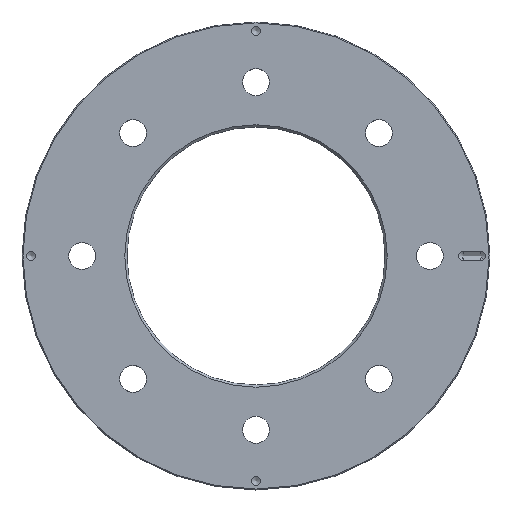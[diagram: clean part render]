
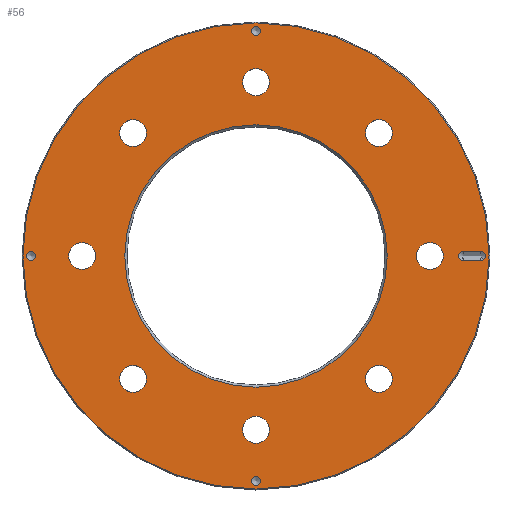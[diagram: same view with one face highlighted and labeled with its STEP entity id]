
A CAD part, top view. The second image highlights one B-rep face of the part: STEP entity #56.
In plain terms, the highlighted planar face has unit normal (0, 0, 1).
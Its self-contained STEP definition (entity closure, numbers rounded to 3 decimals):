
#56=ADVANCED_FACE('',(#86,#87,#88,#89,#90,#91,#92,#93,#94,#95,#96,#97,#98,
#99),#81,.T.);
#81=PLANE('',#542);
#86=FACE_BOUND('',#148,.T.);
#87=FACE_BOUND('',#149,.T.);
#88=FACE_BOUND('',#150,.T.);
#89=FACE_BOUND('',#151,.T.);
#90=FACE_BOUND('',#152,.T.);
#91=FACE_BOUND('',#153,.T.);
#92=FACE_BOUND('',#154,.T.);
#93=FACE_BOUND('',#155,.T.);
#94=FACE_BOUND('',#156,.T.);
#95=FACE_BOUND('',#157,.T.);
#96=FACE_BOUND('',#158,.T.);
#97=FACE_BOUND('',#159,.T.);
#98=FACE_BOUND('',#160,.T.);
#99=FACE_BOUND('',#161,.T.);
#148=EDGE_LOOP('',(#211));
#149=EDGE_LOOP('',(#212));
#150=EDGE_LOOP('',(#213));
#151=EDGE_LOOP('',(#214));
#152=EDGE_LOOP('',(#215));
#153=EDGE_LOOP('',(#216));
#154=EDGE_LOOP('',(#217));
#155=EDGE_LOOP('',(#218));
#156=EDGE_LOOP('',(#219));
#157=EDGE_LOOP('',(#220));
#158=EDGE_LOOP('',(#221));
#159=EDGE_LOOP('',(#222,#223,#224,#225));
#160=EDGE_LOOP('',(#226));
#161=EDGE_LOOP('',(#227));
#211=ORIENTED_EDGE('',*,*,#325,.T.);
#212=ORIENTED_EDGE('',*,*,#326,.T.);
#213=ORIENTED_EDGE('',*,*,#327,.T.);
#214=ORIENTED_EDGE('',*,*,#328,.T.);
#215=ORIENTED_EDGE('',*,*,#329,.T.);
#216=ORIENTED_EDGE('',*,*,#330,.T.);
#217=ORIENTED_EDGE('',*,*,#331,.T.);
#218=ORIENTED_EDGE('',*,*,#332,.T.);
#219=ORIENTED_EDGE('',*,*,#333,.T.);
#220=ORIENTED_EDGE('',*,*,#334,.T.);
#221=ORIENTED_EDGE('',*,*,#335,.T.);
#222=ORIENTED_EDGE('',*,*,#336,.F.);
#223=ORIENTED_EDGE('',*,*,#337,.T.);
#224=ORIENTED_EDGE('',*,*,#338,.T.);
#225=ORIENTED_EDGE('',*,*,#339,.T.);
#226=ORIENTED_EDGE('',*,*,#340,.T.);
#227=ORIENTED_EDGE('',*,*,#341,.T.);
#287=VERTEX_POINT('',#738);
#288=VERTEX_POINT('',#740);
#289=VERTEX_POINT('',#742);
#290=VERTEX_POINT('',#744);
#291=VERTEX_POINT('',#746);
#292=VERTEX_POINT('',#748);
#293=VERTEX_POINT('',#750);
#294=VERTEX_POINT('',#752);
#295=VERTEX_POINT('',#754);
#296=VERTEX_POINT('',#756);
#297=VERTEX_POINT('',#758);
#298=VERTEX_POINT('',#760);
#299=VERTEX_POINT('',#761);
#300=VERTEX_POINT('',#763);
#301=VERTEX_POINT('',#765);
#302=VERTEX_POINT('',#768);
#303=VERTEX_POINT('',#770);
#325=EDGE_CURVE('',#287,#287,#363,.T.);
#326=EDGE_CURVE('',#288,#288,#364,.T.);
#327=EDGE_CURVE('',#289,#289,#365,.T.);
#328=EDGE_CURVE('',#290,#290,#366,.T.);
#329=EDGE_CURVE('',#291,#291,#367,.T.);
#330=EDGE_CURVE('',#292,#292,#368,.T.);
#331=EDGE_CURVE('',#293,#293,#369,.T.);
#332=EDGE_CURVE('',#294,#294,#370,.T.);
#333=EDGE_CURVE('',#295,#295,#371,.T.);
#334=EDGE_CURVE('',#296,#296,#372,.T.);
#335=EDGE_CURVE('',#297,#297,#373,.T.);
#336=EDGE_CURVE('',#298,#299,#496,.T.);
#337=EDGE_CURVE('',#298,#300,#374,.T.);
#338=EDGE_CURVE('',#300,#301,#497,.T.);
#339=EDGE_CURVE('',#301,#299,#375,.T.);
#340=EDGE_CURVE('',#302,#302,#376,.T.);
#341=EDGE_CURVE('',#303,#303,#377,.T.);
#363=CIRCLE('',#527,1.);
#364=CIRCLE('',#528,29.25);
#365=CIRCLE('',#529,51.95);
#366=CIRCLE('',#530,3.);
#367=CIRCLE('',#531,3.);
#368=CIRCLE('',#532,3.);
#369=CIRCLE('',#533,3.);
#370=CIRCLE('',#534,3.);
#371=CIRCLE('',#535,3.);
#372=CIRCLE('',#536,3.);
#373=CIRCLE('',#537,3.);
#374=CIRCLE('',#538,1.);
#375=CIRCLE('',#539,1.);
#376=CIRCLE('',#540,1.);
#377=CIRCLE('',#541,1.);
#496=LINE('',#759,#519);
#497=LINE('',#764,#520);
#519=VECTOR('',#623,1.);
#520=VECTOR('',#626,1.);
#527=AXIS2_PLACEMENT_3D('',#737,#601,#602);
#528=AXIS2_PLACEMENT_3D('',#739,#603,#604);
#529=AXIS2_PLACEMENT_3D('',#741,#605,#606);
#530=AXIS2_PLACEMENT_3D('',#743,#607,#608);
#531=AXIS2_PLACEMENT_3D('',#745,#609,#610);
#532=AXIS2_PLACEMENT_3D('',#747,#611,#612);
#533=AXIS2_PLACEMENT_3D('',#749,#613,#614);
#534=AXIS2_PLACEMENT_3D('',#751,#615,#616);
#535=AXIS2_PLACEMENT_3D('',#753,#617,#618);
#536=AXIS2_PLACEMENT_3D('',#755,#619,#620);
#537=AXIS2_PLACEMENT_3D('',#757,#621,#622);
#538=AXIS2_PLACEMENT_3D('',#762,#624,#625);
#539=AXIS2_PLACEMENT_3D('',#766,#627,#628);
#540=AXIS2_PLACEMENT_3D('',#767,#629,#630);
#541=AXIS2_PLACEMENT_3D('',#769,#631,#632);
#542=AXIS2_PLACEMENT_3D('',#771,#633,#634);
#601=DIRECTION('',(0.,0.,-1.));
#602=DIRECTION('',(0.,-1.,0.));
#603=DIRECTION('',(0.,0.,-1.));
#604=DIRECTION('',(1.,0.,0.));
#605=DIRECTION('',(0.,0.,1.));
#606=DIRECTION('',(1.,0.,0.));
#607=DIRECTION('',(0.,0.,-1.));
#608=DIRECTION('',(-0.707,0.707,0.));
#609=DIRECTION('',(0.,0.,-1.));
#610=DIRECTION('',(0.,1.,0.));
#611=DIRECTION('',(0.,0.,-1.));
#612=DIRECTION('',(0.707,0.707,0.));
#613=DIRECTION('',(0.,0.,-1.));
#614=DIRECTION('',(1.,0.,0.));
#615=DIRECTION('',(0.,0.,-1.));
#616=DIRECTION('',(0.707,-0.707,0.));
#617=DIRECTION('',(0.,0.,-1.));
#618=DIRECTION('',(0.,-1.,0.));
#619=DIRECTION('',(0.,0.,-1.));
#620=DIRECTION('',(-0.707,-0.707,0.));
#621=DIRECTION('',(0.,0.,-1.));
#622=DIRECTION('',(-1.,0.,0.));
#623=DIRECTION('',(1.,0.,0.));
#624=DIRECTION('',(0.,0.,-1.));
#625=DIRECTION('',(-1.,0.,0.));
#626=DIRECTION('',(1.,0.,0.));
#627=DIRECTION('',(0.,0.,-1.));
#628=DIRECTION('',(-1.,0.,0.));
#629=DIRECTION('',(0.,0.,-1.));
#630=DIRECTION('',(-1.,0.,0.));
#631=DIRECTION('',(0.,0.,-1.));
#632=DIRECTION('',(1.,0.,0.));
#633=DIRECTION('',(0.,0.,1.));
#634=DIRECTION('',(1.,0.,0.));
#737=CARTESIAN_POINT('',(-50.15,0.,10.));
#738=CARTESIAN_POINT('',(-50.15,-1.,10.));
#739=CARTESIAN_POINT('',(0.,0.,10.));
#740=CARTESIAN_POINT('',(29.25,0.,10.));
#741=CARTESIAN_POINT('',(0.,0.,10.));
#742=CARTESIAN_POINT('',(51.95,0.,10.));
#743=CARTESIAN_POINT('',(27.4,-27.4,10.));
#744=CARTESIAN_POINT('',(25.279,-25.279,10.));
#745=CARTESIAN_POINT('',(0.,-38.75,10.));
#746=CARTESIAN_POINT('',(0.,-35.75,10.));
#747=CARTESIAN_POINT('',(-27.4,-27.4,10.));
#748=CARTESIAN_POINT('',(-25.279,-25.279,10.));
#749=CARTESIAN_POINT('',(-38.75,0.,10.));
#750=CARTESIAN_POINT('',(-35.75,0.,10.));
#751=CARTESIAN_POINT('',(-27.4,27.4,10.));
#752=CARTESIAN_POINT('',(-25.279,25.279,10.));
#753=CARTESIAN_POINT('',(0.,38.75,10.));
#754=CARTESIAN_POINT('',(0.,35.75,10.));
#755=CARTESIAN_POINT('',(27.4,27.4,10.));
#756=CARTESIAN_POINT('',(25.279,25.279,10.));
#757=CARTESIAN_POINT('',(38.75,0.,10.));
#758=CARTESIAN_POINT('',(35.75,0.,10.));
#759=CARTESIAN_POINT('',(46.15,-1.,10.));
#760=CARTESIAN_POINT('',(46.15,-1.,10.));
#761=CARTESIAN_POINT('',(50.15,-1.,10.));
#762=CARTESIAN_POINT('',(46.15,0.,10.));
#763=CARTESIAN_POINT('',(46.15,1.,10.));
#764=CARTESIAN_POINT('',(46.15,1.,10.));
#765=CARTESIAN_POINT('',(50.15,1.,10.));
#766=CARTESIAN_POINT('',(50.15,0.,10.));
#767=CARTESIAN_POINT('',(0.,50.15,10.));
#768=CARTESIAN_POINT('',(-1.,50.15,10.));
#769=CARTESIAN_POINT('',(0.,-50.15,10.));
#770=CARTESIAN_POINT('',(1.,-50.15,10.));
#771=CARTESIAN_POINT('',(0.,0.,10.));
